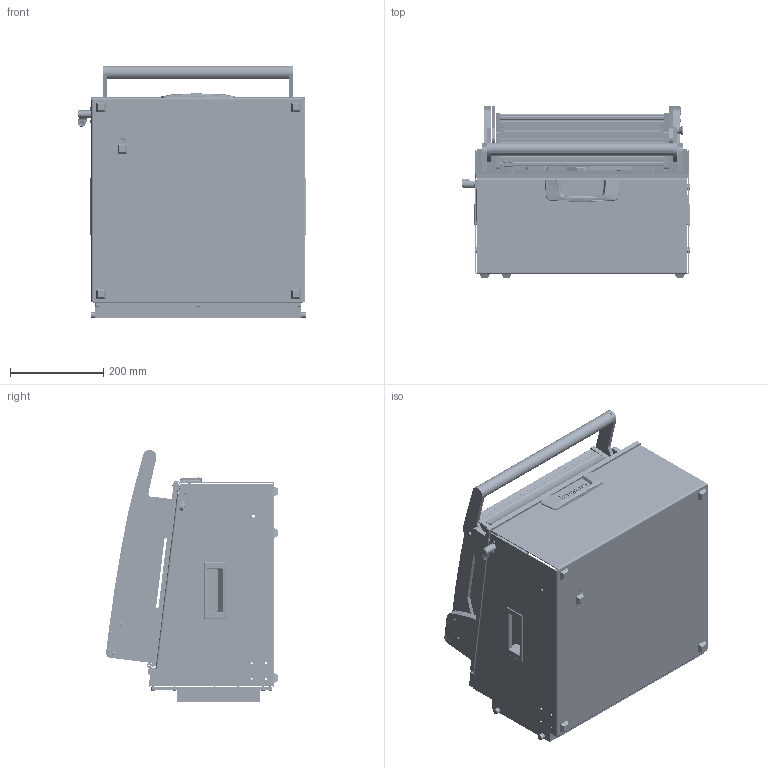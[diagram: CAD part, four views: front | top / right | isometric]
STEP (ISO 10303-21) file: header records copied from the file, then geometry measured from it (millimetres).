
FILE_DESCRIPTION (( 'STEP AP214' ), '1' );
FILE_NAME ('INGUN_33480.STEP', '2023-01-18T14:46:13', ( '' ), ( '' ), 'SwSTEP 2.0', 'SolidWorks 2021', '' );
FILE_SCHEMA (( 'AUTOMOTIVE_DESIGN' ));
Length unit declared in the file: millimetre
Products named in the file (105): 55713~1_KUNDE<S>; 112064~0_S; 35662~11_S; 111995~1_S; 32462~0_S; 109934~0_KUNDE<S>; ISO7380~n_M05,0x008; 32578~1_S; 110322~4_S; 30758_01~0_S; 20901~0_ohne Schiebeteil<Standard>; 33456~0_S; 109951~0_KUNDE<S>; 53836~2_KUNDE<S>; 47523~0_S; DIN912~n_M04,0x012; 20901~0_Abstand 296<Standard>; 8804~0; 53838~0_S; 35651~1_S; INGUN_33480; 32171~0_S; 53031~0_S; 110231~1_S; K_02038~0; 55712~0_KUNDE<S>; 30758~0_S; 35650~11_KUNDE<S>; DIN7991~n_M03,0x016 VA; DIN6325~n_02,0m6x020; DIN923~n_M04x05; 109128~0_S; ASR~asr_拱04,2x07x拌8; ISO7380~n_M04,0x008; 30984~0_S; 35716~2; 35661~4_S; 31253~0_S; 30112~0; 109950~0_KUNDE<S> ...
Assembly tree (213 placements, depth 7):
  INGUN_33480
    33460~4_KUNDE<S>
      33449~5_S
        30758~0_S  x2
          30758_01~0_S
          30758_02~0_S
          38564~0
        20902~0
        2720~0  x5
        53032~0_S
        20901~0_Abstand 296<Standard>
          20901~0_ohne Schiebeteil<Standard>
          20901_01~0
        32462~0_S
        32171~0_S
        29805~4_geschlossen<S>
          110322~4_S
          110705~2_S
          30984~0_S
          110231~1_S
          110443~0_S
          30112~0
          ISO7380~n_M05,0x030
          ISO7380~n_M04,0x008  x2
          DIN914~n_M04,0x05
        35334~0_S
        DIN7991~n_M05,0x016
        ISO7380~n_M04,0x010  x4
        DIN7991~n_M05,0x012  x2
        8804~0
        DIN985-A2~n_M05,0  x3
        DIN125~n_05,3 M05,0 Fase  x2
      35650~11_KUNDE<S>
        109770~1_S
          35648~17
          35661~4_S
          35662~11_S
          35663~9_S
          2281~0_180ø<Standard>  x2
            2281~0
          112064~0_S  x2
          53031~0_S
          35649~1_S
          35651~1_S
          31253~0_S
          30955~0_S
          30915~0
          ASR~asr_拱04,2x07x拌8  x2
          2528~0  x2
          31109~0
          35664~1_S
          114566~0_S  x2
            112087~1_S
              111995~1_S
              112086~2_S
              DIN125~n_05,3 M05,0 Fase
            49317~0
            DIN912~n_M04,0x016
            DIN125~n_04,3 M04,0
            DIN125~n_06,4 M06,0 Fase
Bounding box: 491.5 x 369.75 x 541.84 mm (x, y, z)
Volume: 5576710.3 mm3; surface area: 3044726.6 mm2
Topology: 217 solids, 217 shells, 5744 faces, 14429 edges, 9184 vertices
Faces by surface type: cylinder 2480, plane 2106, cone 719, bspline 234, torus 109, sphere 96
Entity records: 122760 total; most frequent: CARTESIAN_POINT 29126, DIRECTION 18697, ORIENTED_EDGE 17258, EDGE_CURVE 8629, AXIS2_PLACEMENT_3D 7065, VERTEX_POINT 5552, VECTOR 4567, LINE 4567
